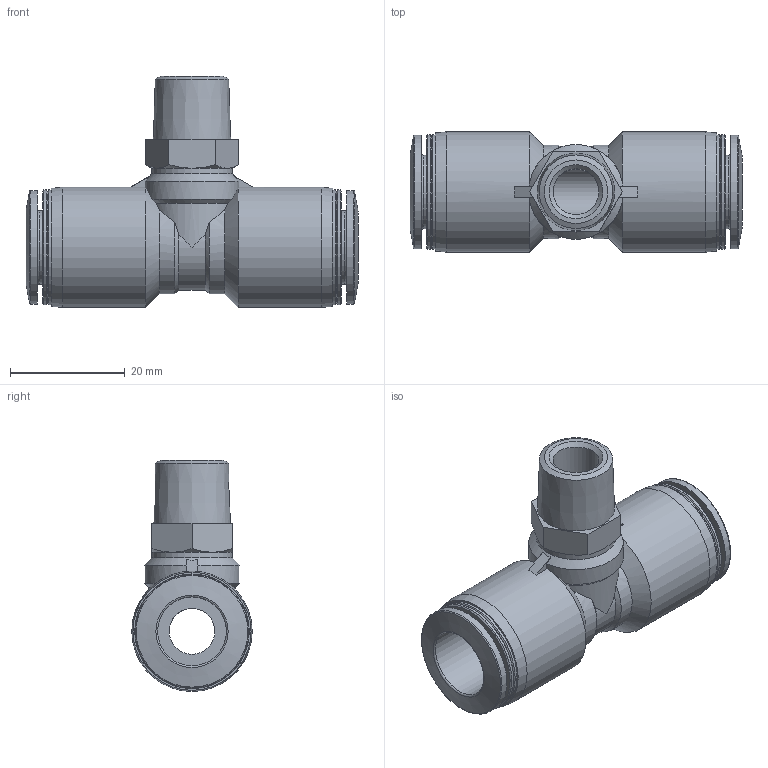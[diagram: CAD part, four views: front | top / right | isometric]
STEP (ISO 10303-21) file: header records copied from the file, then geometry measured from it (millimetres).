
FILE_DESCRIPTION(/* description */ ('STEP AP214'),/* implementation_level */ '2;1');
FILE_NAME(/* name */ '190669_QST-1_4-12',/* time_stamp */ '2024-09-14T16:25:17+02:00',/* author */ ('License CC BY-ND 4.0'),/* organization */ ('CADENAS'),/* preprocessor_version */ 'ST-DEVELOPER v19.3',/* originating_system */ 'PARTsolutions',/* authorisation */ ' ');
FILE_SCHEMA (('AUTOMOTIVE_DESIGN {1 0 10303 214 3 1 1}'));
Length unit declared in the file: millimetre
Products named in the file (1): 190669 QST-1/4-12
Bounding box: 57.9 x 21 x 40.3 mm (x, y, z)
Volume: 13641.8 mm3; surface area: 8448.4 mm2
Topology: 1 solids, 1 shells, 80 faces, 189 edges, 118 vertices
Faces by surface type: cone 26, plane 26, cylinder 22, torus 6
Full cylindrical faces by diameter (mm): 8 x2, 12 x2, 12.8 x2, 14 x1, 19.8 x2, 20 x4, 21 x2
Entity records: 2703 total; most frequent: CARTESIAN_POINT 463, DIRECTION 346, ORIENTED_EDGE 296, AXIS2_PLACEMENT_3D 157, EDGE_CURVE 148, EDGE_LOOP 126, FACE_BOUND 126, VERTEX_POINT 112
